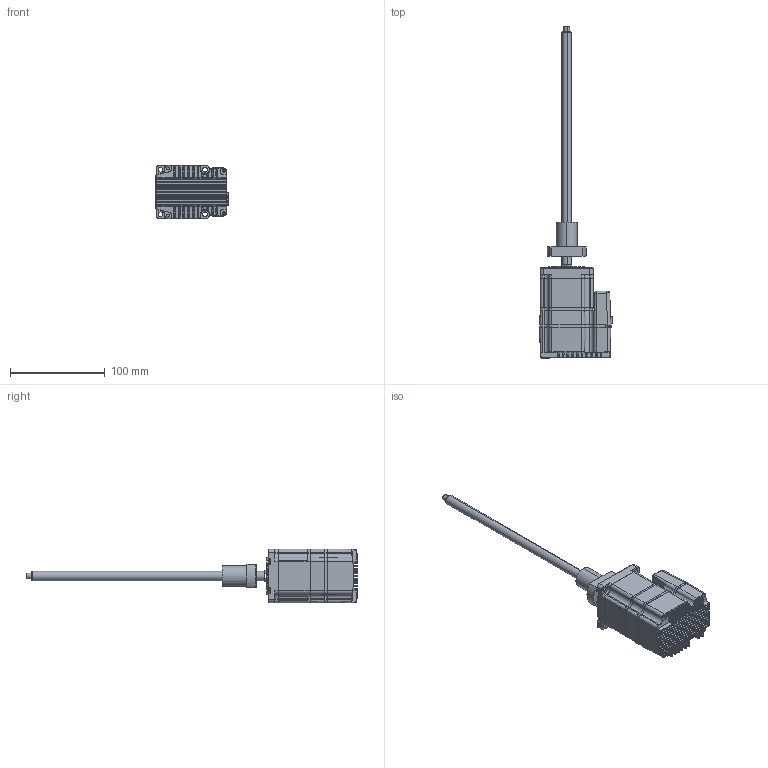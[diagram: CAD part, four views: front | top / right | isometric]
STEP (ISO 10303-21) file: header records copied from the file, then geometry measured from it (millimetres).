
FILE_DESCRIPTION (( 'STEP AP203' ), '1' );
FILE_NAME ('TSM23Q-2RG-B1010-250-FF1-S.STEP', '2021-08-02T09:20:51', ( '' ), ( '' ), 'SwSTEP 2.0', 'SolidWorks 2014', '' );
FILE_SCHEMA (( 'CONFIG_CONTROL_DESIGN' ));
Length unit declared in the file: millimetre
Products named in the file (1): TSM23Q-2RG-B1010-250-FF1-S
Bounding box: 76.76 x 351.15 x 57.09 mm (x, y, z)
Surface area: 58599.7 mm2 (no closed solid volume)
Topology: 0 solids, 25 shells, 890 faces, 2885 edges, 1978 vertices
Faces by surface type: plane 387, cylinder 274, bspline 165, cone 54, sphere 10
Entity records: 37674 total; most frequent: CARTESIAN_POINT 14086, ORIENTED_EDGE 4959, DIRECTION 4364, EDGE_CURVE 2879, VERTEX_POINT 1974, VECTOR 1604, LINE 1604, AXIS2_PLACEMENT_3D 1380
